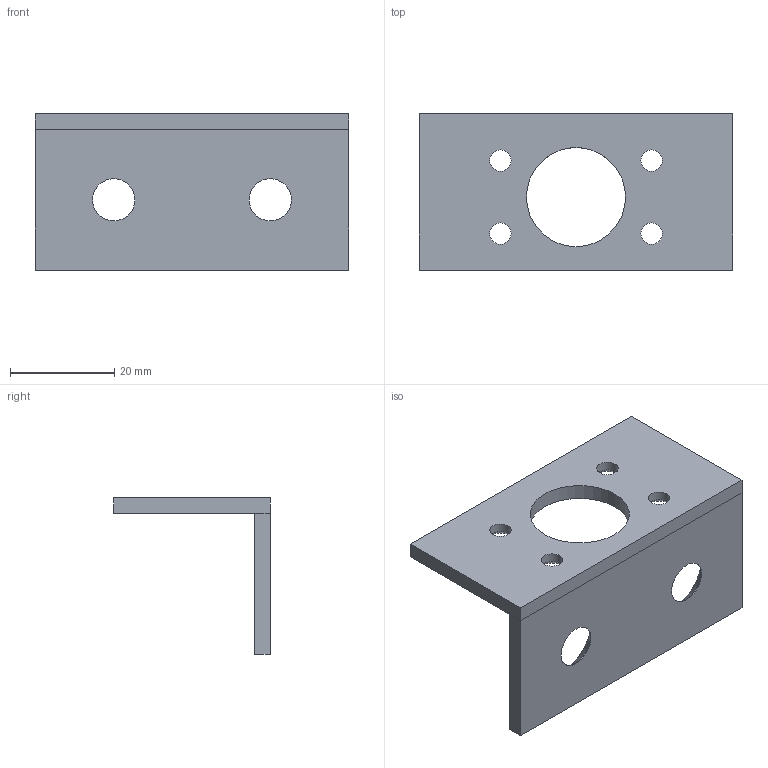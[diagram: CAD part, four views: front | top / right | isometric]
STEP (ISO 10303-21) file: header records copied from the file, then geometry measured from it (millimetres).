
FILE_DESCRIPTION(('FreeCAD Model'),'2;1');
FILE_NAME('Open CASCADE Shape Model','2024-08-01T06:49:01',(''),(''), 'Open CASCADE STEP processor 7.6','FreeCAD','Unknown');
FILE_SCHEMA(('AUTOMOTIVE_DESIGN { 1 0 10303 214 1 1 1 1 }'));
Length unit declared in the file: millimetre
Products named in the file (1): Haltewinkel
Bounding box: 60 x 30 x 30 mm (x, y, z)
Volume: 8645.2 mm3; surface area: 7057.2 mm2
Topology: 1 solids, 1 shells, 24 faces, 56 edges, 34 vertices
Faces by surface type: plane 11, cylinder 7, cone 6
Full cylindrical faces by diameter (mm): 4.1 x4, 8.1 x2, 19 x1
Entity records: 1476 total; most frequent: CARTESIAN_POINT 263, DIRECTION 232, LINE 134, VECTOR 134, ORIENTED_EDGE 112, PCURVE 112, DEFINITIONAL_REPRESENTATION 112, EDGE_CURVE 56
